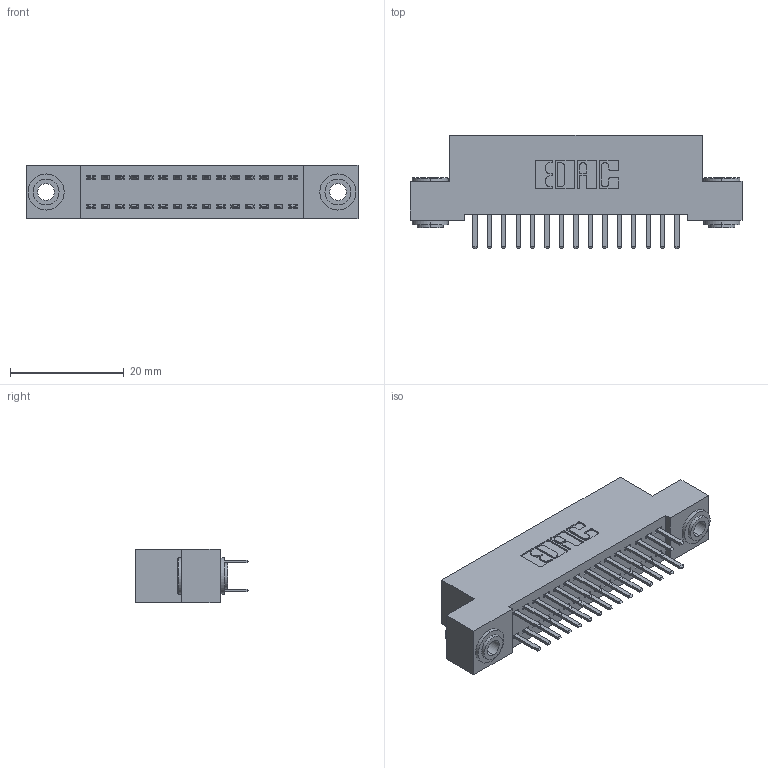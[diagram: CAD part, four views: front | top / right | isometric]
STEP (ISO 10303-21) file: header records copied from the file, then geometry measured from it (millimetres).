
FILE_DESCRIPTION (( 'STEP AP203' ), '1' );
FILE_NAME ('342-030-520-203.STEP', '2019-10-02T04:13:56', ( '' ), ( '' ), 'SwSTEP 2.0', 'SolidWorks 2016', '' );
FILE_SCHEMA (( 'CONFIG_CONTROL_DESIGN' ));
Length unit declared in the file: inch
Products named in the file (4): 345-292-001_345-293-120; 342-250-002_345-250-002-102; 342-030-520-203; 342 Part_.156 TH
Assembly tree (33 placements, depth 2):
  342-030-520-203
    342 Part_.156 TH
    345-292-001_345-293-120  x30
    342-250-002_345-250-002-102  x2
Bounding box: 58.42 x 20.02 x 9.4 mm (x, y, z)
Volume: 5130.9 mm3; surface area: 7869.4 mm2
Topology: 33 solids, 33 shells, 1828 faces, 5265 edges, 3426 vertices
Faces by surface type: plane 1216, cylinder 604, cone 8
Entity records: 13774 total; most frequent: CARTESIAN_POINT 2301, ORIENTED_EDGE 2218, DIRECTION 2035, EDGE_CURVE 1109, VECTOR 953, LINE 953, VERTEX_POINT 734, AXIS2_PLACEMENT_3D 541
